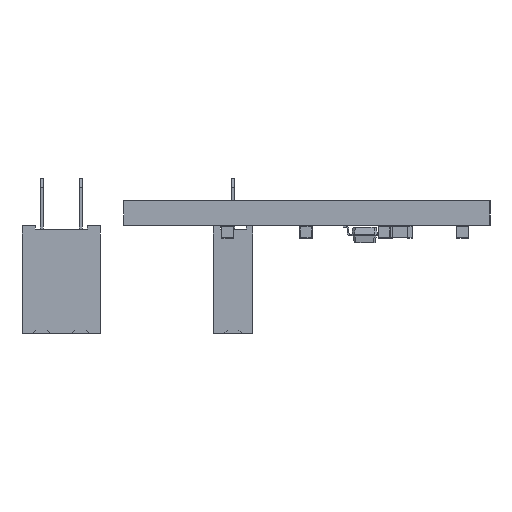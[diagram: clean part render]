
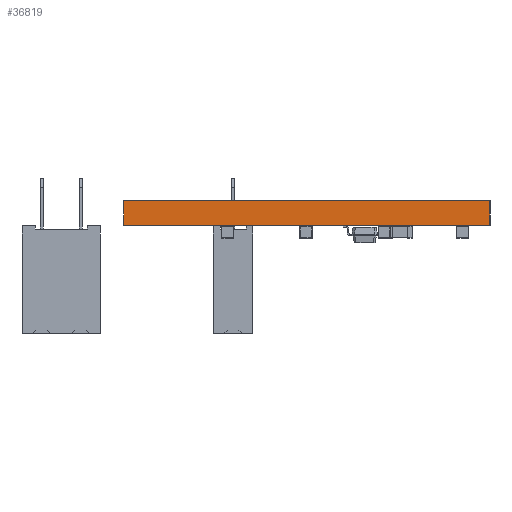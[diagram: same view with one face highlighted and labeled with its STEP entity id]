
A CAD part, left-side view. The second image highlights one B-rep face of the part: STEP entity #36819.
In plain terms, the highlighted planar face has unit normal (-1, 0, 0).
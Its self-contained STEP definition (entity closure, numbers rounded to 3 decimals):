
#36638 = PLANE('',#36639);
#36639 = AXIS2_PLACEMENT_3D('',#36640,#36641,#36642);
#36640 = CARTESIAN_POINT('',(268.,-105.664,0.));
#36641 = DIRECTION('',(0.,-1.,0.));
#36642 = DIRECTION('',(-1.,0.,0.));
#36663 = VERTEX_POINT('',#36664);
#36664 = CARTESIAN_POINT('',(38.608,-105.664,1.58));
#36678 = PLANE('',#36679);
#36679 = AXIS2_PLACEMENT_3D('',#36680,#36681,#36682);
#36680 = CARTESIAN_POINT('',(153.304,-93.79,1.58));
#36681 = DIRECTION('',(-0.,-0.,-1.));
#36682 = DIRECTION('',(-1.,0.,0.));
#36690 = EDGE_CURVE('',#36691,#36663,#36693,.T.);
#36691 = VERTEX_POINT('',#36692);
#36692 = CARTESIAN_POINT('',(38.608,-105.664,0.));
#36693 = SURFACE_CURVE('',#36694,(#36698,#36705),.PCURVE_S1.);
#36694 = LINE('',#36695,#36696);
#36695 = CARTESIAN_POINT('',(38.608,-105.664,0.));
#36696 = VECTOR('',#36697,1.);
#36697 = DIRECTION('',(0.,0.,1.));
#36698 = PCURVE('',#36638,#36699);
#36699 = DEFINITIONAL_REPRESENTATION('',(#36700),#36704);
#36700 = LINE('',#36701,#36702);
#36701 = CARTESIAN_POINT('',(229.392,0.));
#36702 = VECTOR('',#36703,1.);
#36703 = DIRECTION('',(0.,-1.));
#36704 = ( GEOMETRIC_REPRESENTATION_CONTEXT(2) 
PARAMETRIC_REPRESENTATION_CONTEXT() REPRESENTATION_CONTEXT('2D SPACE',''
  ) );
#36705 = PCURVE('',#36706,#36711);
#36706 = PLANE('',#36707);
#36707 = AXIS2_PLACEMENT_3D('',#36708,#36709,#36710);
#36708 = CARTESIAN_POINT('',(38.608,-105.664,0.));
#36709 = DIRECTION('',(-1.,0.,0.));
#36710 = DIRECTION('',(0.,1.,0.));
#36711 = DEFINITIONAL_REPRESENTATION('',(#36712),#36716);
#36712 = LINE('',#36713,#36714);
#36713 = CARTESIAN_POINT('',(0.,0.));
#36714 = VECTOR('',#36715,1.);
#36715 = DIRECTION('',(0.,-1.));
#36716 = ( GEOMETRIC_REPRESENTATION_CONTEXT(2) 
PARAMETRIC_REPRESENTATION_CONTEXT() REPRESENTATION_CONTEXT('2D SPACE',''
  ) );
#36732 = PLANE('',#36733);
#36733 = AXIS2_PLACEMENT_3D('',#36734,#36735,#36736);
#36734 = CARTESIAN_POINT('',(153.304,-93.79,0.));
#36735 = DIRECTION('',(-0.,-0.,-1.));
#36736 = DIRECTION('',(-1.,0.,0.));
#36765 = PLANE('',#36766);
#36766 = AXIS2_PLACEMENT_3D('',#36767,#36768,#36769);
#36767 = CARTESIAN_POINT('',(38.608,-81.915,0.));
#36768 = DIRECTION('',(0.,1.,0.));
#36769 = DIRECTION('',(1.,0.,0.));
#36819 = ADVANCED_FACE('',(#36820),#36706,.T.);
#36820 = FACE_BOUND('',#36821,.T.);
#36821 = EDGE_LOOP('',(#36822,#36823,#36846,#36869));
#36822 = ORIENTED_EDGE('',*,*,#36690,.T.);
#36823 = ORIENTED_EDGE('',*,*,#36824,.T.);
#36824 = EDGE_CURVE('',#36663,#36825,#36827,.T.);
#36825 = VERTEX_POINT('',#36826);
#36826 = CARTESIAN_POINT('',(38.608,-81.915,1.58));
#36827 = SURFACE_CURVE('',#36828,(#36832,#36839),.PCURVE_S1.);
#36828 = LINE('',#36829,#36830);
#36829 = CARTESIAN_POINT('',(38.608,-105.664,1.58));
#36830 = VECTOR('',#36831,1.);
#36831 = DIRECTION('',(0.,1.,0.));
#36832 = PCURVE('',#36706,#36833);
#36833 = DEFINITIONAL_REPRESENTATION('',(#36834),#36838);
#36834 = LINE('',#36835,#36836);
#36835 = CARTESIAN_POINT('',(0.,-1.58));
#36836 = VECTOR('',#36837,1.);
#36837 = DIRECTION('',(1.,0.));
#36838 = ( GEOMETRIC_REPRESENTATION_CONTEXT(2) 
PARAMETRIC_REPRESENTATION_CONTEXT() REPRESENTATION_CONTEXT('2D SPACE',''
  ) );
#36839 = PCURVE('',#36678,#36840);
#36840 = DEFINITIONAL_REPRESENTATION('',(#36841),#36845);
#36841 = LINE('',#36842,#36843);
#36842 = CARTESIAN_POINT('',(114.696,-11.875));
#36843 = VECTOR('',#36844,1.);
#36844 = DIRECTION('',(0.,1.));
#36845 = ( GEOMETRIC_REPRESENTATION_CONTEXT(2) 
PARAMETRIC_REPRESENTATION_CONTEXT() REPRESENTATION_CONTEXT('2D SPACE',''
  ) );
#36846 = ORIENTED_EDGE('',*,*,#36847,.F.);
#36847 = EDGE_CURVE('',#36848,#36825,#36850,.T.);
#36848 = VERTEX_POINT('',#36849);
#36849 = CARTESIAN_POINT('',(38.608,-81.915,0.));
#36850 = SURFACE_CURVE('',#36851,(#36855,#36862),.PCURVE_S1.);
#36851 = LINE('',#36852,#36853);
#36852 = CARTESIAN_POINT('',(38.608,-81.915,0.));
#36853 = VECTOR('',#36854,1.);
#36854 = DIRECTION('',(0.,0.,1.));
#36855 = PCURVE('',#36706,#36856);
#36856 = DEFINITIONAL_REPRESENTATION('',(#36857),#36861);
#36857 = LINE('',#36858,#36859);
#36858 = CARTESIAN_POINT('',(23.749,0.));
#36859 = VECTOR('',#36860,1.);
#36860 = DIRECTION('',(0.,-1.));
#36861 = ( GEOMETRIC_REPRESENTATION_CONTEXT(2) 
PARAMETRIC_REPRESENTATION_CONTEXT() REPRESENTATION_CONTEXT('2D SPACE',''
  ) );
#36862 = PCURVE('',#36765,#36863);
#36863 = DEFINITIONAL_REPRESENTATION('',(#36864),#36868);
#36864 = LINE('',#36865,#36866);
#36865 = CARTESIAN_POINT('',(0.,0.));
#36866 = VECTOR('',#36867,1.);
#36867 = DIRECTION('',(0.,-1.));
#36868 = ( GEOMETRIC_REPRESENTATION_CONTEXT(2) 
PARAMETRIC_REPRESENTATION_CONTEXT() REPRESENTATION_CONTEXT('2D SPACE',''
  ) );
#36869 = ORIENTED_EDGE('',*,*,#36870,.F.);
#36870 = EDGE_CURVE('',#36691,#36848,#36871,.T.);
#36871 = SURFACE_CURVE('',#36872,(#36876,#36883),.PCURVE_S1.);
#36872 = LINE('',#36873,#36874);
#36873 = CARTESIAN_POINT('',(38.608,-105.664,0.));
#36874 = VECTOR('',#36875,1.);
#36875 = DIRECTION('',(0.,1.,0.));
#36876 = PCURVE('',#36706,#36877);
#36877 = DEFINITIONAL_REPRESENTATION('',(#36878),#36882);
#36878 = LINE('',#36879,#36880);
#36879 = CARTESIAN_POINT('',(0.,0.));
#36880 = VECTOR('',#36881,1.);
#36881 = DIRECTION('',(1.,0.));
#36882 = ( GEOMETRIC_REPRESENTATION_CONTEXT(2) 
PARAMETRIC_REPRESENTATION_CONTEXT() REPRESENTATION_CONTEXT('2D SPACE',''
  ) );
#36883 = PCURVE('',#36732,#36884);
#36884 = DEFINITIONAL_REPRESENTATION('',(#36885),#36889);
#36885 = LINE('',#36886,#36887);
#36886 = CARTESIAN_POINT('',(114.696,-11.875));
#36887 = VECTOR('',#36888,1.);
#36888 = DIRECTION('',(0.,1.));
#36889 = ( GEOMETRIC_REPRESENTATION_CONTEXT(2) 
PARAMETRIC_REPRESENTATION_CONTEXT() REPRESENTATION_CONTEXT('2D SPACE',''
  ) );
